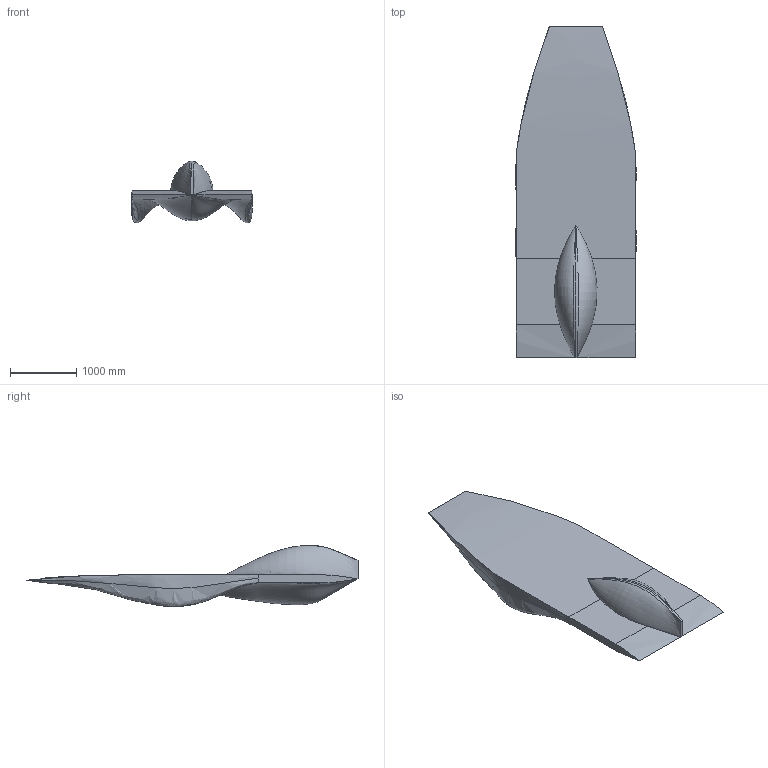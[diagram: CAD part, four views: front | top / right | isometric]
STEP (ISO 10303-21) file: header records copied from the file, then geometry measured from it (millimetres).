
FILE_DESCRIPTION(/* description */ ('','CAx-IF Rec.Pracs.---Representation and Presentation of Product Manufacturing Information (PMI)---4.0---2014-10-13'),/* implementation_level */ '2;1');
FILE_NAME(/* name */ 'fishtail more cadamaran v16 v4.step',/* time_stamp */ '2024-12-24T20:56:32-08:00',/* author */ (''),/* organization */ (''),/* preprocessor_version */ 'ST-DEVELOPER v20',/* originating_system */ 'Autodesk Translation Framework v13.20.0.188',/* authorisation */ '');
FILE_SCHEMA (('AP242_MANAGED_MODEL_BASED_3D_ENGINEERING_MIM_LF { 1 0 10303 442 1 1 4 }'));
Length unit declared in the file: metre
Products named in the file (1): Configuration 2
Bounding box: 1822.02 x 5000 x 928.51 mm (x, y, z)
Volume: 1751907638.1 mm3; surface area: 23605254.7 mm2
Topology: 2 solids, 2 shells, 29 faces, 92 edges, 53 vertices
Faces by surface type: bspline 21, plane 8
Entity records: 12422 total; most frequent: CARTESIAN_POINT 11822, ORIENTED_EDGE 162, EDGE_CURVE 81, VERTEX_POINT 53, DIRECTION 46, B_SPLINE_CURVE_WITH_KNOTS 41, FACE_OUTER_BOUND 29, EDGE_LOOP 29
